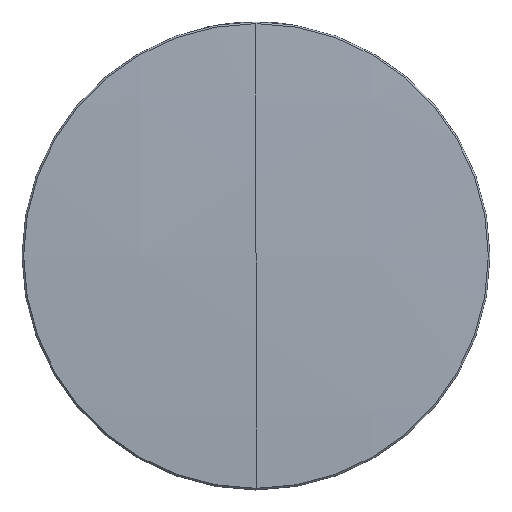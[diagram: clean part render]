
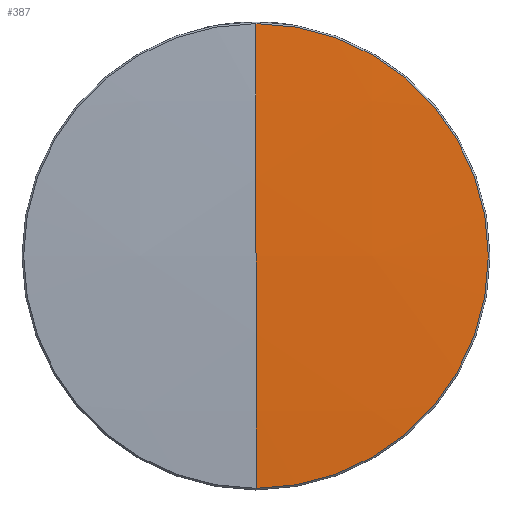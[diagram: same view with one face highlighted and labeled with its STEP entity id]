
A CAD part, top view. The second image highlights one B-rep face of the part: STEP entity #387.
In plain terms, the highlighted spherical face has radius 515.08 mm.
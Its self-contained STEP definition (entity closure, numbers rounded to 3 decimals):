
#45 = ORIENTED_EDGE ( 'NONE', *, *, #2139, .T. ) ;
#152 = DIRECTION ( 'NONE',  ( 1., 0., 0. ) ) ;
#153 = CIRCLE ( 'NONE', #2222, 515.08 ) ;
#275 = SPHERICAL_SURFACE ( 'NONE', #998, 515.08 ) ;
#318 = ORIENTED_EDGE ( 'NONE', *, *, #2407, .T. ) ;
#346 = FACE_OUTER_BOUND ( 'NONE', #2416, .T. ) ;
#368 = CARTESIAN_POINT ( 'NONE',  ( 0., 0., 1.81 ) ) ;
#387 = ADVANCED_FACE ( 'NONE', ( #346 ), #275, .T. ) ;
#471 = CARTESIAN_POINT ( 'NONE',  ( 0., 0., 1.192 ) ) ;
#478 = DIRECTION ( 'NONE',  ( 0., 0., 1. ) ) ;
#481 = VERTEX_POINT ( 'NONE', #2414 ) ;
#506 = EDGE_CURVE ( 'NONE', #481, #2006, #153, .T. ) ;
#535 = DIRECTION ( 'NONE',  ( -1., 0., 0. ) ) ;
#609 = CARTESIAN_POINT ( 'NONE',  ( 25.223, 0., 1.192 ) ) ;
#611 = AXIS2_PLACEMENT_3D ( 'NONE', #1924, #2130, #1142 ) ;
#663 = CARTESIAN_POINT ( 'NONE',  ( 0., 25.223, 1.192 ) ) ;
#709 = CARTESIAN_POINT ( 'NONE',  ( 0., 0., -513.27 ) ) ;
#825 = VERTEX_POINT ( 'NONE', #663 ) ;
#848 = AXIS2_PLACEMENT_3D ( 'NONE', #471, #478, #1381 ) ;
#998 = AXIS2_PLACEMENT_3D ( 'NONE', #1589, #152, #1619 ) ;
#1004 = DIRECTION ( 'NONE',  ( 0., 1., 0. ) ) ;
#1142 = DIRECTION ( 'NONE',  ( 1., 0., 0. ) ) ;
#1237 = CIRCLE ( 'NONE', #611, 25.223 ) ;
#1331 = ORIENTED_EDGE ( 'NONE', *, *, #506, .F. ) ;
#1375 = DIRECTION ( 'NONE',  ( 1., 0., 0. ) ) ;
#1381 = DIRECTION ( 'NONE',  ( 1., 0., 0. ) ) ;
#1449 = AXIS2_PLACEMENT_3D ( 'NONE', #1923, #1375, #1004 ) ;
#1518 = VERTEX_POINT ( 'NONE', #609 ) ;
#1589 = CARTESIAN_POINT ( 'NONE',  ( 0., 0., -513.27 ) ) ;
#1619 = DIRECTION ( 'NONE',  ( 0., -1., 0. ) ) ;
#1633 = EDGE_CURVE ( 'NONE', #825, #2006, #2045, .T. ) ;
#1923 = CARTESIAN_POINT ( 'NONE',  ( 0., 0., -513.27 ) ) ;
#1924 = CARTESIAN_POINT ( 'NONE',  ( 0., 0., 1.192 ) ) ;
#2006 = VERTEX_POINT ( 'NONE', #368 ) ;
#2045 = CIRCLE ( 'NONE', #1449, 515.08 ) ;
#2130 = DIRECTION ( 'NONE',  ( 0., 0., 1. ) ) ;
#2139 = EDGE_CURVE ( 'NONE', #1518, #825, #2327, .T. ) ;
#2211 = DIRECTION ( 'NONE',  ( 0., -1., 0. ) ) ;
#2222 = AXIS2_PLACEMENT_3D ( 'NONE', #709, #535, #2211 ) ;
#2272 = ORIENTED_EDGE ( 'NONE', *, *, #1633, .T. ) ;
#2327 = CIRCLE ( 'NONE', #848, 25.223 ) ;
#2407 = EDGE_CURVE ( 'NONE', #481, #1518, #1237, .T. ) ;
#2414 = CARTESIAN_POINT ( 'NONE',  ( 0., -25.223, 1.192 ) ) ;
#2416 = EDGE_LOOP ( 'NONE', ( #318, #45, #2272, #1331 ) ) ;
